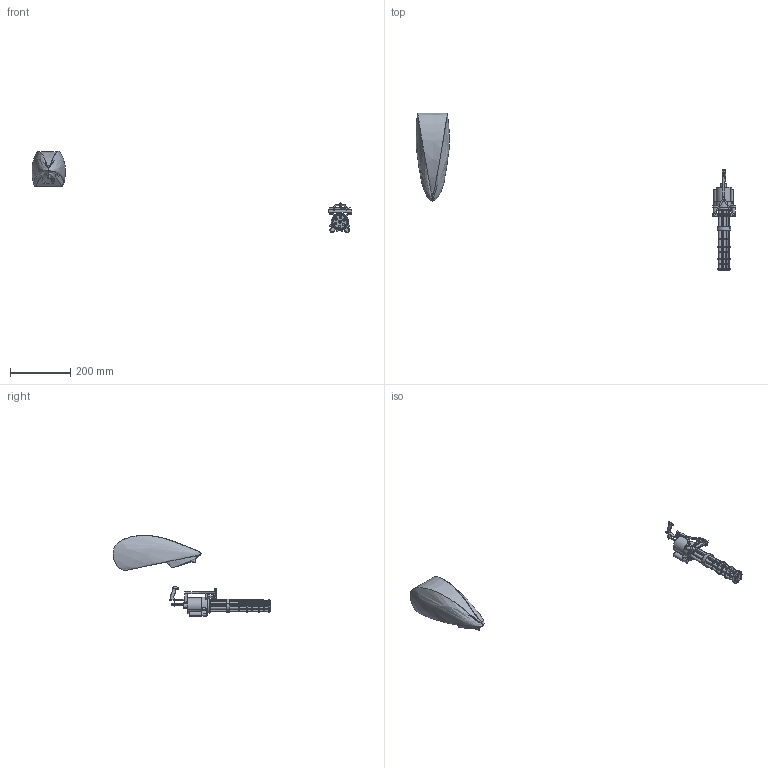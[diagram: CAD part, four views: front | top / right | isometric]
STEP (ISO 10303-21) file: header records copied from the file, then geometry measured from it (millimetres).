
FILE_DESCRIPTION(/* description */ (''),/* implementation_level */ '2;1');
FILE_NAME(/* name */ 'minigunm134vulcan',/* time_stamp */ '2011-12-19T01:34:11+02:00',/* author */ (''),/* organization */ (''),/* preprocessor_version */ 'ST-DEVELOPER v10',/* originating_system */ '',/* authorisation */ '');
FILE_SCHEMA (('CONFIG_CONTROL_DESIGN'));
Length unit declared in the file: millimetre
Products named in the file (1): 1
Bounding box: 1064.3 x 525.1 x 269.83 mm (x, y, z)
Volume: 53712.5 mm3; surface area: 248991.7 mm2
Topology: 35 solids, 98 shells, 471 faces, 1933 edges, 772 vertices
Faces by surface type: bspline 337, plane 134
Entity records: 26986 total; most frequent: CARTESIAN_POINT 18322, ORIENTED_EDGE 2516, EDGE_CURVE 1765, B_SPLINE_CURVE_WITH_KNOTS 1453, VERTEX_POINT 693, EDGE_LOOP 488, ADVANCED_FACE 446, FACE_OUTER_BOUND 446
